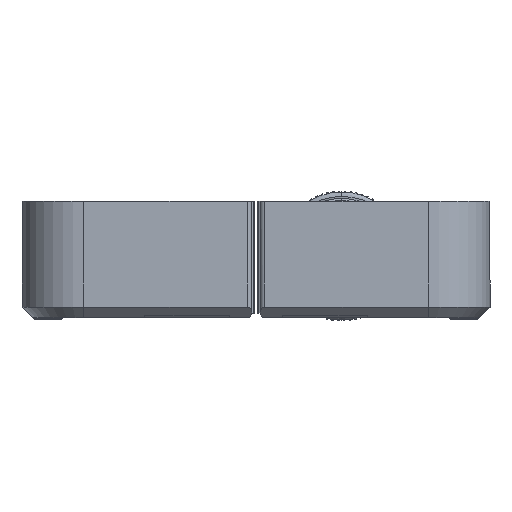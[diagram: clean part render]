
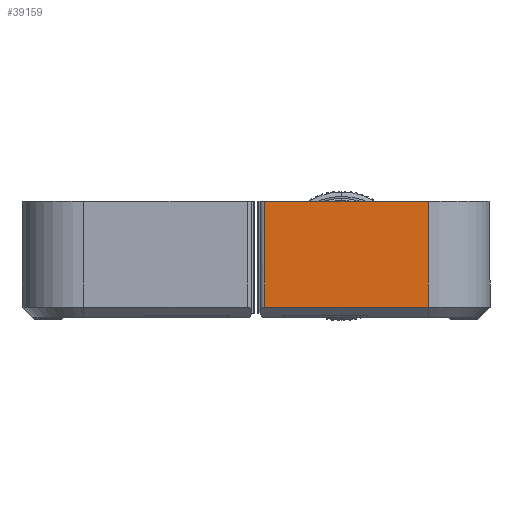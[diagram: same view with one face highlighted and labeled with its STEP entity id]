
A CAD part, left-side view. The second image highlights one B-rep face of the part: STEP entity #39159.
In plain terms, the highlighted planar face has unit normal (-1, 0, 0).
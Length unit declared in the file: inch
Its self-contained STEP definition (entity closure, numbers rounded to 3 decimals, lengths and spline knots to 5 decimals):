
#995 = AXIS2_PLACEMENT_3D ( 'NONE', #12640, #42425, #54724 ) ;
#1288 = VERTEX_POINT ( 'NONE', #45687 ) ;
#2284 = CARTESIAN_POINT ( 'NONE',  ( -0.70866, 0.27559, 0.51969 ) ) ;
#2731 = LINE ( 'NONE', #39719, #44017 ) ;
#6196 = LINE ( 'NONE', #39690, #15455 ) ;
#9540 = DIRECTION ( 'NONE',  ( 0., -1., 0. ) ) ;
#9542 = EDGE_CURVE ( 'NONE', #1288, #27175, #2731, .T. ) ;
#9708 = DIRECTION ( 'NONE',  ( 0., 0., 1. ) ) ;
#12640 = CARTESIAN_POINT ( 'NONE',  ( -0.70866, 0.27559, 0.51969 ) ) ;
#13561 = LINE ( 'NONE', #45356, #15519 ) ;
#13703 = VERTEX_POINT ( 'NONE', #14745 ) ;
#14355 = CARTESIAN_POINT ( 'NONE',  ( -0.70866, 1.00394, 0.51969 ) ) ;
#14745 = CARTESIAN_POINT ( 'NONE',  ( -0.70866, 1.00394, 0.04724 ) ) ;
#15455 = VECTOR ( 'NONE', #31502, 39.37008 ) ;
#15519 = VECTOR ( 'NONE', #19879, 39.37008 ) ;
#15538 = VECTOR ( 'NONE', #9708, 39.37008 ) ;
#16502 = EDGE_CURVE ( 'NONE', #42525, #13703, #13561, .T. ) ;
#18223 = LINE ( 'NONE', #14355, #15538 ) ;
#19879 = DIRECTION ( 'NONE',  ( 0., 1., 0. ) ) ;
#21884 = ORIENTED_EDGE ( 'NONE', *, *, #46076, .F. ) ;
#22381 = ORIENTED_EDGE ( 'NONE', *, *, #16502, .F. ) ;
#23679 = ORIENTED_EDGE ( 'NONE', *, *, #9542, .F. ) ;
#24962 = ORIENTED_EDGE ( 'NONE', *, *, #52107, .F. ) ;
#25087 = CARTESIAN_POINT ( 'NONE',  ( -0.70866, 0.27559, 0.04724 ) ) ;
#27175 = VERTEX_POINT ( 'NONE', #2284 ) ;
#31502 = DIRECTION ( 'NONE',  ( 0., 0., -1. ) ) ;
#33916 = PLANE ( 'NONE',  #995 ) ;
#38959 = EDGE_LOOP ( 'NONE', ( #24962, #22381, #21884, #23679 ) ) ;
#39159 = ADVANCED_FACE ( 'NONE', ( #42431 ), #33916, .F. ) ;
#39690 = CARTESIAN_POINT ( 'NONE',  ( -0.70866, 0.27559, 0.51969 ) ) ;
#39719 = CARTESIAN_POINT ( 'NONE',  ( -0.70866, 0.27559, 0.51969 ) ) ;
#42425 = DIRECTION ( 'NONE',  ( 1., 0., 0. ) ) ;
#42431 = FACE_OUTER_BOUND ( 'NONE', #38959, .T. ) ;
#42525 = VERTEX_POINT ( 'NONE', #25087 ) ;
#44017 = VECTOR ( 'NONE', #9540, 39.37008 ) ;
#45356 = CARTESIAN_POINT ( 'NONE',  ( -0.70866, 0.27559, 0.04724 ) ) ;
#45687 = CARTESIAN_POINT ( 'NONE',  ( -0.70866, 1.00394, 0.51969 ) ) ;
#46076 = EDGE_CURVE ( 'NONE', #27175, #42525, #6196, .T. ) ;
#52107 = EDGE_CURVE ( 'NONE', #13703, #1288, #18223, .T. ) ;
#54724 = DIRECTION ( 'NONE',  ( 0., 1., 0. ) ) ;
